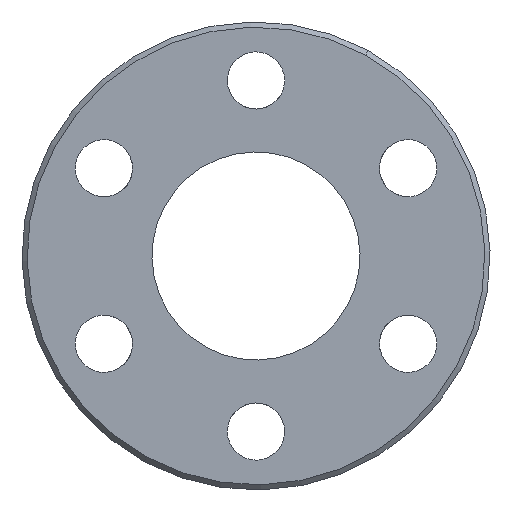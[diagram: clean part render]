
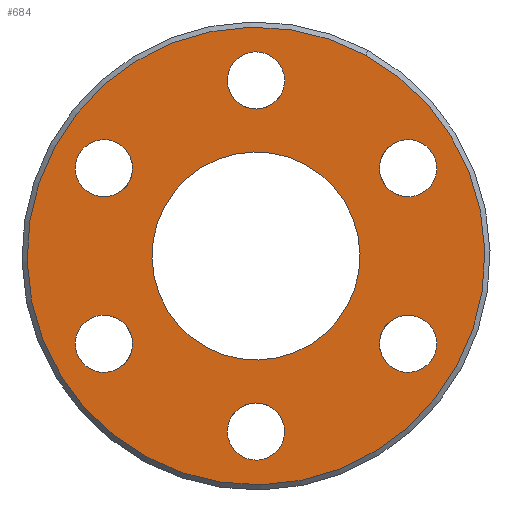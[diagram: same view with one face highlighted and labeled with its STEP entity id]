
A CAD part, front view. The second image highlights one B-rep face of the part: STEP entity #684.
In plain terms, the highlighted planar face has unit normal (0, -1, 0).
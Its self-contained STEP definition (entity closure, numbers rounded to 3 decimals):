
#61=AXIS2_PLACEMENT_3D('Circle Axis2P3D',#59,#60,$) ;
#85=AXIS2_PLACEMENT_3D('Circle Axis2P3D',#83,#84,$) ;
#103=AXIS2_PLACEMENT_3D('Circle Axis2P3D',#101,#102,$) ;
#138=AXIS2_PLACEMENT_3D('Circle Axis2P3D',#136,#137,$) ;
#211=AXIS2_PLACEMENT_3D('Circle Axis2P3D',#209,#210,$) ;
#235=AXIS2_PLACEMENT_3D('Circle Axis2P3D',#233,#234,$) ;
#276=AXIS2_PLACEMENT_3D('Circle Axis2P3D',#274,#275,$) ;
#300=AXIS2_PLACEMENT_3D('Circle Axis2P3D',#298,#299,$) ;
#341=AXIS2_PLACEMENT_3D('Circle Axis2P3D',#339,#340,$) ;
#365=AXIS2_PLACEMENT_3D('Circle Axis2P3D',#363,#364,$) ;
#406=AXIS2_PLACEMENT_3D('Circle Axis2P3D',#404,#405,$) ;
#430=AXIS2_PLACEMENT_3D('Circle Axis2P3D',#428,#429,$) ;
#471=AXIS2_PLACEMENT_3D('Circle Axis2P3D',#469,#470,$) ;
#495=AXIS2_PLACEMENT_3D('Circle Axis2P3D',#493,#494,$) ;
#636=AXIS2_PLACEMENT_3D('Plane Axis2P3D',#633,#634,#635) ;
#640=AXIS2_PLACEMENT_3D('Circle Axis2P3D',#638,#639,$) ;
#649=AXIS2_PLACEMENT_3D('Circle Axis2P3D',#647,#648,$) ;
#42=CARTESIAN_POINT('Vertex',(-0.965,0.,7.277)) ;
#56=CARTESIAN_POINT('Vertex',(0.965,0.,6.223)) ;
#59=CARTESIAN_POINT('Axis2P3D Location',(0.,0.,6.75)) ;
#83=CARTESIAN_POINT('Axis2P3D Location',(0.,0.,6.75)) ;
#101=CARTESIAN_POINT('Axis2P3D Location',(0.,0.,0.)) ;
#105=CARTESIAN_POINT('Vertex',(1.918,0.,3.51)) ;
#107=CARTESIAN_POINT('Vertex',(-1.918,0.,-3.51)) ;
#136=CARTESIAN_POINT('Axis2P3D Location',(0.,0.,0.)) ;
#192=CARTESIAN_POINT('Vertex',(5.82,0.,4.475)) ;
#206=CARTESIAN_POINT('Vertex',(5.872,0.,2.275)) ;
#209=CARTESIAN_POINT('Axis2P3D Location',(5.846,0.,3.375)) ;
#233=CARTESIAN_POINT('Axis2P3D Location',(5.846,0.,3.375)) ;
#257=CARTESIAN_POINT('Vertex',(6.785,0.,-2.803)) ;
#271=CARTESIAN_POINT('Vertex',(4.906,0.,-3.947)) ;
#274=CARTESIAN_POINT('Axis2P3D Location',(5.846,0.,-3.375)) ;
#298=CARTESIAN_POINT('Axis2P3D Location',(5.846,0.,-3.375)) ;
#322=CARTESIAN_POINT('Vertex',(0.965,0.,-7.277)) ;
#336=CARTESIAN_POINT('Vertex',(-0.965,0.,-6.223)) ;
#339=CARTESIAN_POINT('Axis2P3D Location',(0.,0.,-6.75)) ;
#363=CARTESIAN_POINT('Axis2P3D Location',(0.,0.,-6.75)) ;
#387=CARTESIAN_POINT('Vertex',(-5.82,0.,-4.475)) ;
#401=CARTESIAN_POINT('Vertex',(-5.872,0.,-2.275)) ;
#404=CARTESIAN_POINT('Axis2P3D Location',(-5.846,0.,-3.375)) ;
#428=CARTESIAN_POINT('Axis2P3D Location',(-5.846,0.,-3.375)) ;
#452=CARTESIAN_POINT('Vertex',(-6.785,0.,2.803)) ;
#466=CARTESIAN_POINT('Vertex',(-4.906,0.,3.947)) ;
#469=CARTESIAN_POINT('Axis2P3D Location',(-5.846,0.,3.375)) ;
#493=CARTESIAN_POINT('Axis2P3D Location',(-5.846,0.,3.375)) ;
#633=CARTESIAN_POINT('Axis2P3D Location',(0.,0.,9.)) ;
#638=CARTESIAN_POINT('Axis2P3D Location',(0.,0.,0.)) ;
#642=CARTESIAN_POINT('Vertex',(4.219,0.,7.723)) ;
#644=CARTESIAN_POINT('Vertex',(-4.219,0.,-7.723)) ;
#647=CARTESIAN_POINT('Axis2P3D Location',(0.,0.,0.)) ;
#60=DIRECTION('Axis2P3D Direction',(-0.,1.,0.)) ;
#84=DIRECTION('Axis2P3D Direction',(-0.,1.,0.)) ;
#102=DIRECTION('Axis2P3D Direction',(0.,1.,0.)) ;
#137=DIRECTION('Axis2P3D Direction',(0.,1.,0.)) ;
#210=DIRECTION('Axis2P3D Direction',(0.,1.,0.)) ;
#234=DIRECTION('Axis2P3D Direction',(0.,1.,0.)) ;
#275=DIRECTION('Axis2P3D Direction',(0.,1.,0.)) ;
#299=DIRECTION('Axis2P3D Direction',(0.,1.,0.)) ;
#340=DIRECTION('Axis2P3D Direction',(0.,1.,0.)) ;
#364=DIRECTION('Axis2P3D Direction',(0.,1.,0.)) ;
#405=DIRECTION('Axis2P3D Direction',(0.,1.,-0.)) ;
#429=DIRECTION('Axis2P3D Direction',(0.,1.,-0.)) ;
#470=DIRECTION('Axis2P3D Direction',(-0.,1.,0.)) ;
#494=DIRECTION('Axis2P3D Direction',(-0.,1.,0.)) ;
#634=DIRECTION('Axis2P3D Direction',(0.,1.,0.)) ;
#635=DIRECTION('Axis2P3D XDirection',(1.,-0.,0.)) ;
#639=DIRECTION('Axis2P3D Direction',(0.,1.,0.)) ;
#648=DIRECTION('Axis2P3D Direction',(0.,1.,0.)) ;
#653=ORIENTED_EDGE('',*,*,#646,.F.) ;
#654=ORIENTED_EDGE('',*,*,#651,.F.) ;
#657=ORIENTED_EDGE('',*,*,#213,.T.) ;
#658=ORIENTED_EDGE('',*,*,#237,.T.) ;
#661=ORIENTED_EDGE('',*,*,#63,.T.) ;
#662=ORIENTED_EDGE('',*,*,#87,.T.) ;
#665=ORIENTED_EDGE('',*,*,#140,.T.) ;
#666=ORIENTED_EDGE('',*,*,#109,.T.) ;
#669=ORIENTED_EDGE('',*,*,#278,.T.) ;
#670=ORIENTED_EDGE('',*,*,#302,.T.) ;
#673=ORIENTED_EDGE('',*,*,#343,.T.) ;
#674=ORIENTED_EDGE('',*,*,#367,.T.) ;
#677=ORIENTED_EDGE('',*,*,#408,.T.) ;
#678=ORIENTED_EDGE('',*,*,#432,.T.) ;
#681=ORIENTED_EDGE('',*,*,#473,.T.) ;
#682=ORIENTED_EDGE('',*,*,#497,.T.) ;
#659=FACE_BOUND('',#656,.T.) ;
#663=FACE_BOUND('',#660,.T.) ;
#667=FACE_BOUND('',#664,.T.) ;
#671=FACE_BOUND('',#668,.T.) ;
#675=FACE_BOUND('',#672,.T.) ;
#679=FACE_BOUND('',#676,.T.) ;
#683=FACE_BOUND('',#680,.T.) ;
#684=ADVANCED_FACE('Corps principal',(#655,#659,#663,#667,#671,#675,#679,#683),#637,.F.) ;
#62=CIRCLE('generated circle',#61,1.1) ;
#86=CIRCLE('generated circle',#85,1.1) ;
#104=CIRCLE('generated circle',#103,4.) ;
#139=CIRCLE('generated circle',#138,4.) ;
#212=CIRCLE('generated circle',#211,1.1) ;
#236=CIRCLE('generated circle',#235,1.1) ;
#277=CIRCLE('generated circle',#276,1.1) ;
#301=CIRCLE('generated circle',#300,1.1) ;
#342=CIRCLE('generated circle',#341,1.1) ;
#366=CIRCLE('generated circle',#365,1.1) ;
#407=CIRCLE('generated circle',#406,1.1) ;
#431=CIRCLE('generated circle',#430,1.1) ;
#472=CIRCLE('generated circle',#471,1.1) ;
#496=CIRCLE('generated circle',#495,1.1) ;
#641=CIRCLE('generated circle',#640,8.8) ;
#650=CIRCLE('generated circle',#649,8.8) ;
#63=EDGE_CURVE('',#43,#57,#62,.T.) ;
#87=EDGE_CURVE('',#57,#43,#86,.T.) ;
#109=EDGE_CURVE('',#106,#108,#104,.T.) ;
#140=EDGE_CURVE('',#108,#106,#139,.T.) ;
#213=EDGE_CURVE('',#193,#207,#212,.T.) ;
#237=EDGE_CURVE('',#207,#193,#236,.T.) ;
#278=EDGE_CURVE('',#258,#272,#277,.T.) ;
#302=EDGE_CURVE('',#272,#258,#301,.T.) ;
#343=EDGE_CURVE('',#323,#337,#342,.T.) ;
#367=EDGE_CURVE('',#337,#323,#366,.T.) ;
#408=EDGE_CURVE('',#388,#402,#407,.T.) ;
#432=EDGE_CURVE('',#402,#388,#431,.T.) ;
#473=EDGE_CURVE('',#453,#467,#472,.T.) ;
#497=EDGE_CURVE('',#467,#453,#496,.T.) ;
#646=EDGE_CURVE('',#643,#645,#641,.T.) ;
#651=EDGE_CURVE('',#645,#643,#650,.T.) ;
#652=EDGE_LOOP('',(#653,#654)) ;
#656=EDGE_LOOP('',(#657,#658)) ;
#660=EDGE_LOOP('',(#661,#662)) ;
#664=EDGE_LOOP('',(#665,#666)) ;
#668=EDGE_LOOP('',(#669,#670)) ;
#672=EDGE_LOOP('',(#673,#674)) ;
#676=EDGE_LOOP('',(#677,#678)) ;
#680=EDGE_LOOP('',(#681,#682)) ;
#655=FACE_OUTER_BOUND('',#652,.T.) ;
#637=PLANE('',#636) ;
#43=VERTEX_POINT('',#42) ;
#57=VERTEX_POINT('',#56) ;
#106=VERTEX_POINT('',#105) ;
#108=VERTEX_POINT('',#107) ;
#193=VERTEX_POINT('',#192) ;
#207=VERTEX_POINT('',#206) ;
#258=VERTEX_POINT('',#257) ;
#272=VERTEX_POINT('',#271) ;
#323=VERTEX_POINT('',#322) ;
#337=VERTEX_POINT('',#336) ;
#388=VERTEX_POINT('',#387) ;
#402=VERTEX_POINT('',#401) ;
#453=VERTEX_POINT('',#452) ;
#467=VERTEX_POINT('',#466) ;
#643=VERTEX_POINT('',#642) ;
#645=VERTEX_POINT('',#644) ;
